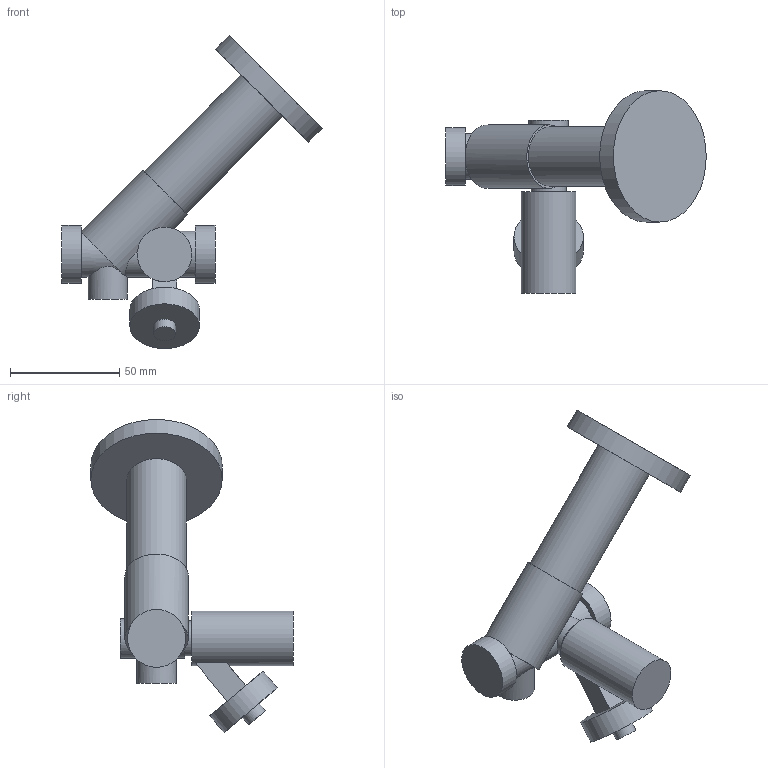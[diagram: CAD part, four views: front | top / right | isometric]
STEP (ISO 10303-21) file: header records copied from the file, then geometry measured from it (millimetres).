
FILE_DESCRIPTION(/* description */ ('STEP AP203'),/* implementation_level */ '2;1');
FILE_NAME(/* name */ '0601G015CH',/* time_stamp */ '2024-03-19T17:44:47+01:00',/* author */ ('License CC BY-ND 4.0'),/* organization */ ('CADENAS'),/* preprocessor_version */ 'ST-DEVELOPER v19.3',/* originating_system */ 'PARTsolutions',/* authorisation */ ' ');
FILE_SCHEMA (('CONFIG_CONTROL_DESIGN'));
Length unit declared in the file: millimetre
Products named in the file (1): 0601G015CH
Bounding box: 118.99 x 92.4 x 143.02 mm (x, y, z)
Volume: 147864.7 mm3; surface area: 29608.4 mm2
Topology: 1 solids, 1 shells, 35 faces, 73 edges, 49 vertices
Faces by surface type: plane 21, cylinder 14
Full cylindrical faces by diameter (mm): 10 x1, 16 x1, 18 x3, 21 x1, 24.98 x1, 26.441 x2, 27 x1, 29 x1, 31.76 x1, 60 x1
Entity records: 952 total; most frequent: CARTESIAN_POINT 250, DIRECTION 146, ORIENTED_EDGE 108, AXIS2_PLACEMENT_3D 67, EDGE_LOOP 57, FACE_BOUND 57, EDGE_CURVE 54, VERTEX_POINT 43
